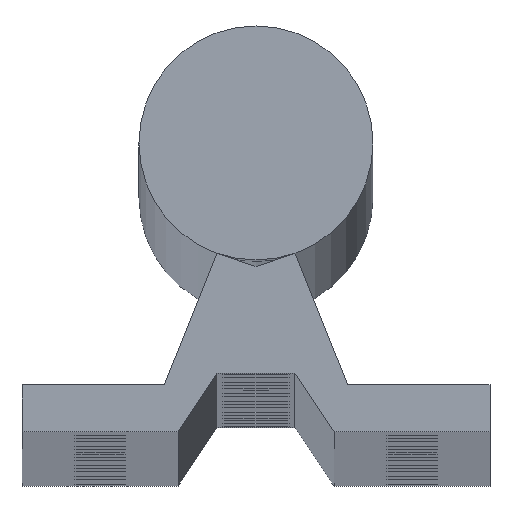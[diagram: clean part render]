
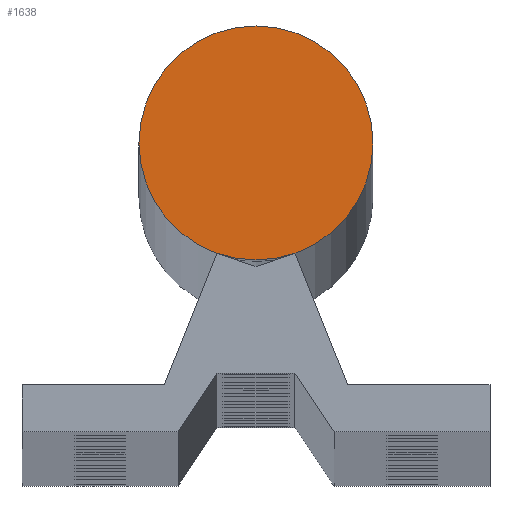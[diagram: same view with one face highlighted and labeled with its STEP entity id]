
A CAD part, top view. The second image highlights one B-rep face of the part: STEP entity #1638.
In plain terms, the highlighted planar face has unit normal (0, 0, 1).
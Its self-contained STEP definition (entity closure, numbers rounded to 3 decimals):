
#47 = AXIS2_PLACEMENT_3D ( 'NONE', #2757, #2766, #2763 ) ;
#141 = AXIS2_PLACEMENT_3D ( 'NONE', #2897, #2904, #2905 ) ;
#303 = CIRCLE ( 'NONE', #141, 15. ) ;
#1451 = ORIENTED_EDGE ( 'NONE', *, *, #2279, .F. ) ;
#1502 = EDGE_LOOP ( 'NONE', ( #1451 ) ) ;
#1638 = ADVANCED_FACE ( 'NONE', ( #2588 ), #2758, .F. ) ;
#1928 = VERTEX_POINT ( 'NONE', #1929 ) ;
#1929 = CARTESIAN_POINT ( 'NONE',  ( -15., 37., 4000. ) ) ;
#2279 = EDGE_CURVE ( 'NONE', #1928, #1928, #303, .T. ) ;
#2588 = FACE_OUTER_BOUND ( 'NONE', #1502, .T. ) ;
#2757 = CARTESIAN_POINT ( 'NONE',  ( 0., 37., 4000. ) ) ;
#2758 = PLANE ( 'NONE',  #47 ) ;
#2763 = DIRECTION ( 'NONE',  ( -1., 0., 0. ) ) ;
#2766 = DIRECTION ( 'NONE',  ( 0., 0., -1. ) ) ;
#2897 = CARTESIAN_POINT ( 'NONE',  ( 0., 37., 4000. ) ) ;
#2904 = DIRECTION ( 'NONE',  ( 0., 0., -1. ) ) ;
#2905 = DIRECTION ( 'NONE',  ( -1., 0., 0. ) ) ;
